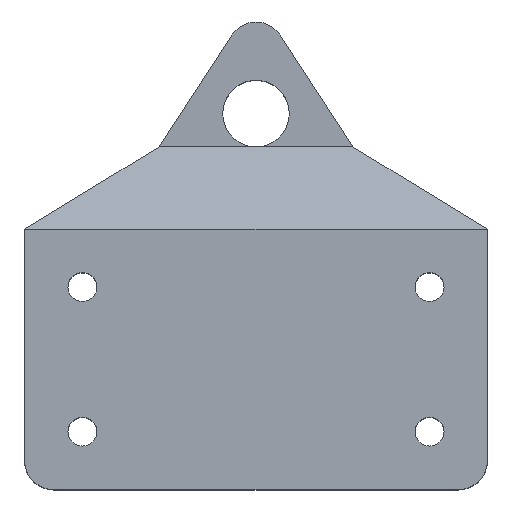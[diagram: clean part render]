
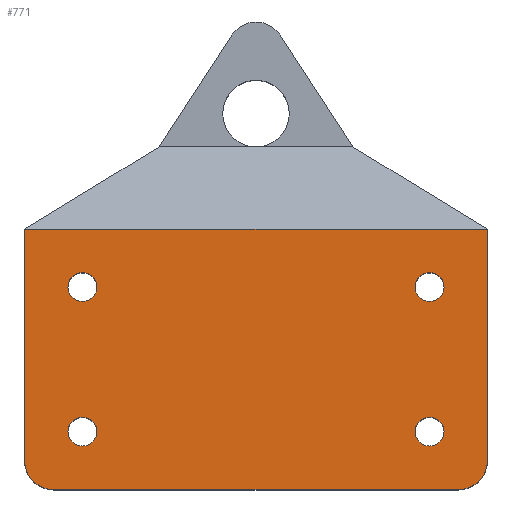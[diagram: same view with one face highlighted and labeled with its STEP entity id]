
A CAD part, top view. The second image highlights one B-rep face of the part: STEP entity #771.
In plain terms, the highlighted planar face has unit normal (0, 0, 1).
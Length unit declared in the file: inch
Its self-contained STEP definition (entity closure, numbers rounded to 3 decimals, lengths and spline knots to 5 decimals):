
#27=FACE_BOUND('',#158,.T.);
#28=FACE_BOUND('',#159,.T.);
#29=FACE_BOUND('',#160,.T.);
#30=FACE_BOUND('',#161,.T.);
#40=CIRCLE('',#834,0.125);
#52=CIRCLE('',#850,0.125);
#53=CIRCLE('',#852,0.0625);
#54=CIRCLE('',#853,0.0625);
#55=CIRCLE('',#854,0.0625);
#56=CIRCLE('',#855,0.0625);
#57=CIRCLE('',#856,0.0625);
#58=CIRCLE('',#857,0.0625);
#59=CIRCLE('',#858,0.0625);
#60=CIRCLE('',#859,0.0625);
#105=FACE_OUTER_BOUND('',#157,.T.);
#157=EDGE_LOOP('',(#613,#614,#615,#616,#617,#618));
#158=EDGE_LOOP('',(#619,#620));
#159=EDGE_LOOP('',(#621,#622));
#160=EDGE_LOOP('',(#623,#624));
#161=EDGE_LOOP('',(#625,#626));
#205=LINE('',#1167,#277);
#223=LINE('',#1200,#295);
#230=LINE('',#1214,#302);
#241=LINE('',#1273,#313);
#277=VECTOR('',#925,0.3937);
#295=VECTOR('',#951,0.3937);
#302=VECTOR('',#960,0.3937);
#313=VECTOR('',#1027,0.3937);
#346=VERTEX_POINT('',#1164);
#347=VERTEX_POINT('',#1166);
#356=VERTEX_POINT('',#1191);
#364=VERTEX_POINT('',#1212);
#372=VERTEX_POINT('',#1236);
#384=VERTEX_POINT('',#1269);
#385=VERTEX_POINT('',#1274);
#386=VERTEX_POINT('',#1275);
#387=VERTEX_POINT('',#1278);
#388=VERTEX_POINT('',#1279);
#389=VERTEX_POINT('',#1282);
#390=VERTEX_POINT('',#1283);
#391=VERTEX_POINT('',#1286);
#392=VERTEX_POINT('',#1287);
#419=EDGE_CURVE('',#346,#347,#205,.T.);
#437=EDGE_CURVE('',#356,#346,#223,.T.);
#444=EDGE_CURVE('',#356,#364,#230,.T.);
#456=EDGE_CURVE('',#347,#372,#40,.T.);
#473=EDGE_CURVE('',#384,#364,#52,.T.);
#475=EDGE_CURVE('',#372,#384,#241,.T.);
#476=EDGE_CURVE('',#385,#386,#53,.T.);
#477=EDGE_CURVE('',#386,#385,#54,.T.);
#478=EDGE_CURVE('',#387,#388,#55,.T.);
#479=EDGE_CURVE('',#388,#387,#56,.T.);
#480=EDGE_CURVE('',#389,#390,#57,.T.);
#481=EDGE_CURVE('',#390,#389,#58,.T.);
#482=EDGE_CURVE('',#391,#392,#59,.T.);
#483=EDGE_CURVE('',#392,#391,#60,.T.);
#613=ORIENTED_EDGE('',*,*,#456,.F.);
#614=ORIENTED_EDGE('',*,*,#419,.F.);
#615=ORIENTED_EDGE('',*,*,#437,.F.);
#616=ORIENTED_EDGE('',*,*,#444,.T.);
#617=ORIENTED_EDGE('',*,*,#473,.F.);
#618=ORIENTED_EDGE('',*,*,#475,.F.);
#619=ORIENTED_EDGE('',*,*,#476,.T.);
#620=ORIENTED_EDGE('',*,*,#477,.T.);
#621=ORIENTED_EDGE('',*,*,#478,.T.);
#622=ORIENTED_EDGE('',*,*,#479,.T.);
#623=ORIENTED_EDGE('',*,*,#480,.T.);
#624=ORIENTED_EDGE('',*,*,#481,.T.);
#625=ORIENTED_EDGE('',*,*,#482,.T.);
#626=ORIENTED_EDGE('',*,*,#483,.T.);
#743=PLANE('',#851);
#771=ADVANCED_FACE('',(#105,#27,#28,#29,#30),#743,.T.);
#834=AXIS2_PLACEMENT_3D('',#1237,#985,#986);
#850=AXIS2_PLACEMENT_3D('',#1270,#1022,#1023);
#851=AXIS2_PLACEMENT_3D('',#1272,#1025,#1026);
#852=AXIS2_PLACEMENT_3D('',#1276,#1028,#1029);
#853=AXIS2_PLACEMENT_3D('',#1277,#1030,#1031);
#854=AXIS2_PLACEMENT_3D('',#1280,#1032,#1033);
#855=AXIS2_PLACEMENT_3D('',#1281,#1034,#1035);
#856=AXIS2_PLACEMENT_3D('',#1284,#1036,#1037);
#857=AXIS2_PLACEMENT_3D('',#1285,#1038,#1039);
#858=AXIS2_PLACEMENT_3D('',#1288,#1040,#1041);
#859=AXIS2_PLACEMENT_3D('',#1289,#1042,#1043);
#925=DIRECTION('',(0.,-1.,0.));
#951=DIRECTION('',(1.,0.,0.));
#960=DIRECTION('',(0.,-1.,0.));
#985=DIRECTION('center_axis',(0.,0.,-1.));
#986=DIRECTION('ref_axis',(0.707,-0.707,0.));
#1022=DIRECTION('center_axis',(0.,0.,-1.));
#1023=DIRECTION('ref_axis',(-0.707,-0.707,0.));
#1025=DIRECTION('center_axis',(0.,0.,1.));
#1026=DIRECTION('ref_axis',(-1.,0.,0.));
#1027=DIRECTION('',(-1.,0.,0.));
#1028=DIRECTION('center_axis',(0.,0.,-1.));
#1029=DIRECTION('ref_axis',(1.,0.,0.));
#1030=DIRECTION('center_axis',(0.,0.,-1.));
#1031=DIRECTION('ref_axis',(1.,0.,0.));
#1032=DIRECTION('center_axis',(0.,0.,-1.));
#1033=DIRECTION('ref_axis',(1.,0.,0.));
#1034=DIRECTION('center_axis',(0.,0.,-1.));
#1035=DIRECTION('ref_axis',(1.,0.,0.));
#1036=DIRECTION('center_axis',(0.,0.,-1.));
#1037=DIRECTION('ref_axis',(1.,0.,0.));
#1038=DIRECTION('center_axis',(0.,0.,-1.));
#1039=DIRECTION('ref_axis',(1.,0.,0.));
#1040=DIRECTION('center_axis',(0.,0.,-1.));
#1041=DIRECTION('ref_axis',(1.,0.,0.));
#1042=DIRECTION('center_axis',(0.,0.,-1.));
#1043=DIRECTION('ref_axis',(1.,0.,0.));
#1164=CARTESIAN_POINT('',(2.,0.125,0.125));
#1166=CARTESIAN_POINT('',(2.,-0.875,0.125));
#1167=CARTESIAN_POINT('',(2.,0.125,0.125));
#1191=CARTESIAN_POINT('',(0.,0.125,0.125));
#1200=CARTESIAN_POINT('',(0.,0.125,0.125));
#1212=CARTESIAN_POINT('',(0.,-0.875,0.125));
#1214=CARTESIAN_POINT('',(0.,0.125,0.125));
#1236=CARTESIAN_POINT('',(1.875,-1.,0.125));
#1237=CARTESIAN_POINT('Origin',(1.875,-0.875,0.125));
#1269=CARTESIAN_POINT('',(0.125,-1.,0.125));
#1270=CARTESIAN_POINT('Origin',(0.125,-0.875,0.125));
#1272=CARTESIAN_POINT('Origin',(2.,0.125,0.125));
#1273=CARTESIAN_POINT('',(0.,-1.,0.125));
#1274=CARTESIAN_POINT('',(0.3125,-0.75,0.125));
#1275=CARTESIAN_POINT('',(0.1875,-0.75,0.125));
#1276=CARTESIAN_POINT('Origin',(0.25,-0.75,0.125));
#1277=CARTESIAN_POINT('Origin',(0.25,-0.75,0.125));
#1278=CARTESIAN_POINT('',(1.8125,-0.125,0.125));
#1279=CARTESIAN_POINT('',(1.6875,-0.125,0.125));
#1280=CARTESIAN_POINT('Origin',(1.75,-0.125,0.125));
#1281=CARTESIAN_POINT('Origin',(1.75,-0.125,0.125));
#1282=CARTESIAN_POINT('',(0.3125,-0.125,0.125));
#1283=CARTESIAN_POINT('',(0.1875,-0.125,0.125));
#1284=CARTESIAN_POINT('Origin',(0.25,-0.125,0.125));
#1285=CARTESIAN_POINT('Origin',(0.25,-0.125,0.125));
#1286=CARTESIAN_POINT('',(1.8125,-0.75,0.125));
#1287=CARTESIAN_POINT('',(1.6875,-0.75,0.125));
#1288=CARTESIAN_POINT('Origin',(1.75,-0.75,0.125));
#1289=CARTESIAN_POINT('Origin',(1.75,-0.75,0.125));
